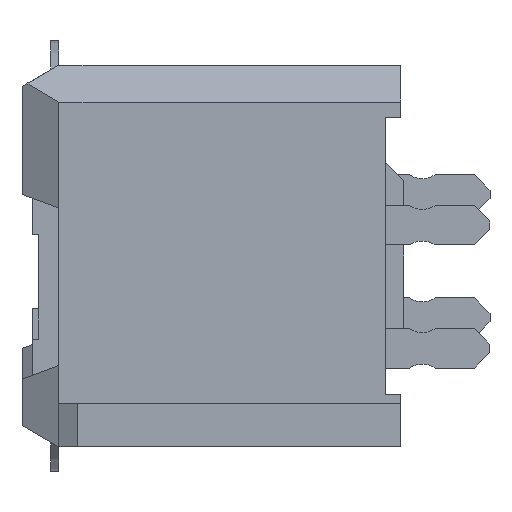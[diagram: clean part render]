
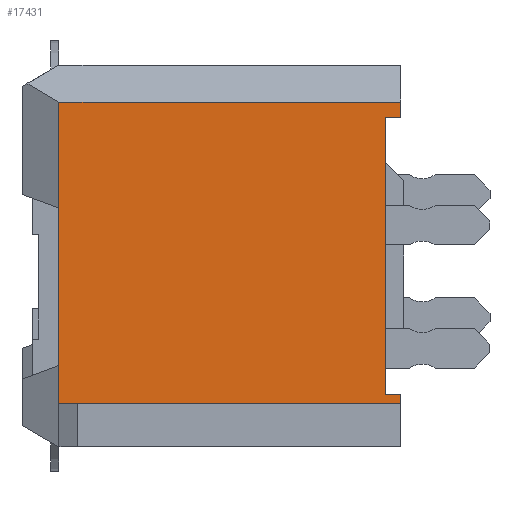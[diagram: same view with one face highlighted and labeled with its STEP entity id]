
A CAD part, left-side view. The second image highlights one B-rep face of the part: STEP entity #17431.
In plain terms, the highlighted planar face has unit normal (-1, 0, 0).
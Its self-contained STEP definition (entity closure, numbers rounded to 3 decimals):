
#986=ORIENTED_EDGE('',*,*,#6213,.T.);
#987=ORIENTED_EDGE('',*,*,#6218,.T.);
#988=ORIENTED_EDGE('',*,*,#6219,.T.);
#989=ORIENTED_EDGE('',*,*,#6220,.F.);
#990=ORIENTED_EDGE('',*,*,#6221,.T.);
#991=ORIENTED_EDGE('',*,*,#6222,.F.);
#992=ORIENTED_EDGE('',*,*,#6223,.T.);
#993=ORIENTED_EDGE('',*,*,#6224,.T.);
#994=ORIENTED_EDGE('',*,*,#6225,.T.);
#995=ORIENTED_EDGE('',*,*,#6226,.F.);
#6213=EDGE_CURVE('',#8807,#8806,#10609,.T.);
#6218=EDGE_CURVE('',#8806,#8808,#10614,.T.);
#6219=EDGE_CURVE('',#8808,#8809,#10615,.T.);
#6220=EDGE_CURVE('',#8810,#8809,#10616,.T.);
#6221=EDGE_CURVE('',#8810,#8811,#10617,.T.);
#6222=EDGE_CURVE('',#8812,#8811,#10618,.T.);
#6223=EDGE_CURVE('',#8812,#8813,#10619,.T.);
#6224=EDGE_CURVE('',#8813,#8814,#10620,.T.);
#6225=EDGE_CURVE('',#8814,#8815,#10621,.T.);
#6226=EDGE_CURVE('',#8807,#8815,#10622,.T.);
#8806=VERTEX_POINT('',#25092);
#8807=VERTEX_POINT('',#25094);
#8808=VERTEX_POINT('',#25102);
#8809=VERTEX_POINT('',#25104);
#8810=VERTEX_POINT('',#25106);
#8811=VERTEX_POINT('',#25108);
#8812=VERTEX_POINT('',#25110);
#8813=VERTEX_POINT('',#25112);
#8814=VERTEX_POINT('',#25114);
#8815=VERTEX_POINT('',#25116);
#10609=LINE('',#25093,#12912);
#10614=LINE('',#25101,#12917);
#10615=LINE('',#25103,#12918);
#10616=LINE('',#25105,#12919);
#10617=LINE('',#25107,#12920);
#10618=LINE('',#25109,#12921);
#10619=LINE('',#25111,#12922);
#10620=LINE('',#25113,#12923);
#10621=LINE('',#25115,#12924);
#10622=LINE('',#25117,#12925);
#12912=VECTOR('',#20032,1000.);
#12917=VECTOR('',#20041,1000.);
#12918=VECTOR('',#20042,1000.);
#12919=VECTOR('',#20043,1000.);
#12920=VECTOR('',#20044,1000.);
#12921=VECTOR('',#20045,1000.);
#12922=VECTOR('',#20046,1000.);
#12923=VECTOR('',#20047,1000.);
#12924=VECTOR('',#20048,1000.);
#12925=VECTOR('',#20049,1000.);
#14888=EDGE_LOOP('',(#986,#987,#988,#989,#990,#991,#992,#993,#994,#995));
#15802=FACE_BOUND('',#14888,.T.);
#16708=PLANE('',#18371);
#17431=ADVANCED_FACE('',(#15802),#16708,.F.);
#18371=AXIS2_PLACEMENT_3D('',#25100,#20039,#20040);
#20032=DIRECTION('',(0.,0.,-1.));
#20039=DIRECTION('',(1.,0.,0.));
#20040=DIRECTION('',(0.,0.,-1.));
#20041=DIRECTION('',(0.,0.,-1.));
#20042=DIRECTION('',(0.,0.,-1.));
#20043=DIRECTION('',(0.,1.,0.));
#20044=DIRECTION('',(0.,0.,1.));
#20045=DIRECTION('',(0.,-1.,0.));
#20046=DIRECTION('',(0.,0.,1.));
#20047=DIRECTION('',(0.,-1.,0.));
#20048=DIRECTION('',(0.,0.,1.));
#20049=DIRECTION('',(0.,-1.,0.));
#25092=CARTESIAN_POINT('',(-9.825,5.55,0.78));
#25093=CARTESIAN_POINT('',(-9.825,5.55,3.1));
#25094=CARTESIAN_POINT('',(-9.825,5.55,2.5));
#25100=CARTESIAN_POINT('',(-9.825,6.15,-3.1));
#25101=CARTESIAN_POINT('',(-9.825,5.55,0.78));
#25102=CARTESIAN_POINT('',(-9.825,5.55,-1.78));
#25103=CARTESIAN_POINT('',(-9.825,5.55,3.1));
#25104=CARTESIAN_POINT('',(-9.825,5.55,-2.4));
#25105=CARTESIAN_POINT('',(-9.825,6.15,-2.4));
#25106=CARTESIAN_POINT('',(-9.825,0.,-2.4));
#25107=CARTESIAN_POINT('',(-9.825,0.,-3.1));
#25108=CARTESIAN_POINT('',(-9.825,0.,-2.25));
#25109=CARTESIAN_POINT('',(-9.825,0.25,-2.25));
#25110=CARTESIAN_POINT('',(-9.825,0.25,-2.25));
#25111=CARTESIAN_POINT('',(-9.825,0.25,-2.25));
#25112=CARTESIAN_POINT('',(-9.825,0.25,2.25));
#25113=CARTESIAN_POINT('',(-9.825,0.25,2.25));
#25114=CARTESIAN_POINT('',(-9.825,0.,2.25));
#25115=CARTESIAN_POINT('',(-9.825,0.,-3.1));
#25116=CARTESIAN_POINT('',(-9.825,0.,2.5));
#25117=CARTESIAN_POINT('',(-9.825,6.15,2.5));
